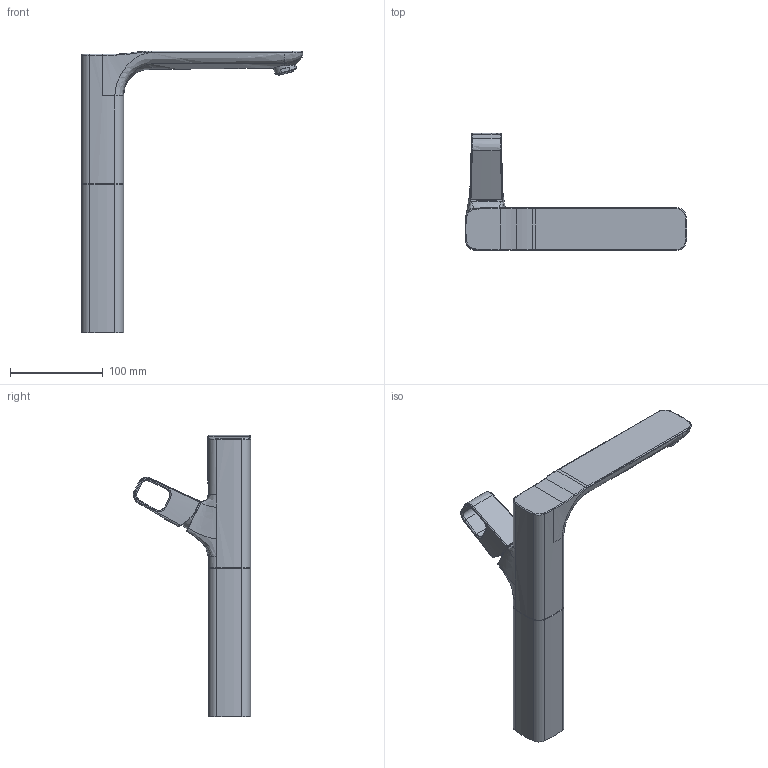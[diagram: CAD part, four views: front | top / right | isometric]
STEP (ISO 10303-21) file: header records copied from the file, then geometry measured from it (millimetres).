
FILE_DESCRIPTION(('CAx-IF Rec.Pracs.---Model Styling and Organization---1.2---2011-12-15','CAx-IF Rec.Pracs.---Geometric and Assembly Validation Properties---4.1---2014-06-16','CAx-IF Rec.Pracs.---PMI Polyline Presentation---2.0---2013-05-24'),'2;1');
FILE_NAME('1000139544_PPR_000.stp','2019-11-08T07:00:36+01:00',(''),(''),'STEP Interface 4.1 by CT CoreTechnologie','3D_Evolution4.1 by CT CoreTechnologie','');
FILE_SCHEMA(('AP203_CONFIGURATION_CONTROLLED_3D_DESIGN_OF_MECHANICAL_PARTS_AND_ASSEMBLIES_MIM_LF'));
Length unit declared in the file: millimetre
Products named in the file (10): P_2 AX Urquiola WTM 280 Highriser o.Glas 1000139544_PPR_000_A0; P_2 GK_WTM highriser _AX Urquiola 1000077861_PPA_000_A0; P_2 Rosette WTM Citterio Basic 1000073645_PPA_000_A0; P_2 Griff M25 Urquiola 1000077862_PPA_000_A0; Griffstopfen WTM Uno Piccolo 1000000801_PPA_000_A0; P_2 SR_STD_SC__M24x1-m 1000085259_PPR_000_A1; P_2 Strahlreglerhuelse M24x1 (R02) 1000085260_PPA_000_A1; SR_STD_SC_2,2gpm-air_gelb 1000063090_PPA_000_A0; Flachdichtung d15xD21,3 (EB-2,4) 1000029262_PPA_000_A1; P_2 Gk bearb._WTM highriser Axor Urquiol 1000139543_PPA_000_A0
Assembly tree (9 placements, depth 3):
  P_2 AX Urquiola WTM 280 Highriser o.Glas 1000139544_PPR_000_A0
    P_2 GK_WTM highriser _AX Urquiola 1000077861_PPA_000_A0
    P_2 Rosette WTM Citterio Basic 1000073645_PPA_000_A0
    P_2 Griff M25 Urquiola 1000077862_PPA_000_A0
    Griffstopfen WTM Uno Piccolo 1000000801_PPA_000_A0
    P_2 SR_STD_SC__M24x1-m 1000085259_PPR_000_A1
      P_2 Strahlreglerhuelse M24x1 (R02) 1000085260_PPA_000_A1
      SR_STD_SC_2,2gpm-air_gelb 1000063090_PPA_000_A0
      Flachdichtung d15xD21,3 (EB-2,4) 1000029262_PPA_000_A1
    P_2 Gk bearb._WTM highriser Axor Urquiol 1000139543_PPA_000_A0
Bounding box: 238.9 x 126.42 x 303 mm (x, y, z)
Volume: 802204.6 mm3; surface area: 100346 mm2
Topology: 8 solids, 8 shells, 1086 faces, 2919 edges, 1852 vertices
Faces by surface type: plane 479, cylinder 369, bspline 238
Entity records: 61767 total; most frequent: CARTESIAN_POINT 22274, ORIENTED_EDGE 5834, DIRECTION 5686, EDGE_CURVE 2917, AXIS2_PLACEMENT_3D 2028, VERTEX_POINT 1852, VECTOR 1630, LINE 1630
